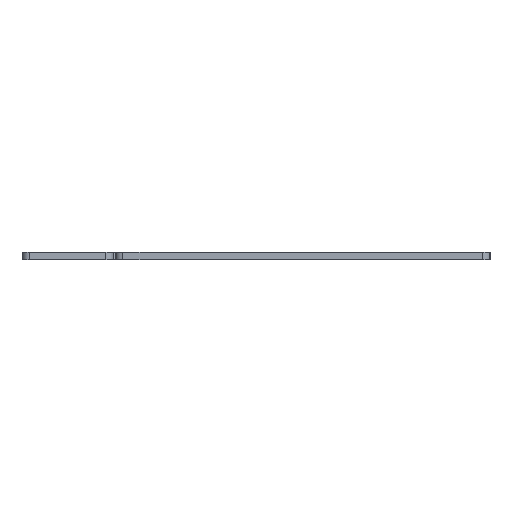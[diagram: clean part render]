
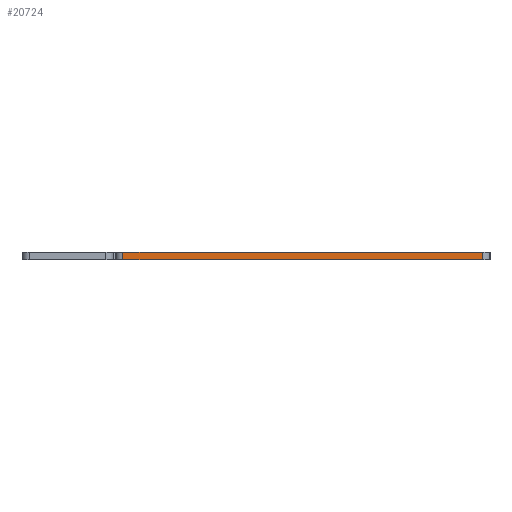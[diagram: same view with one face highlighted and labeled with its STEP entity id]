
A CAD part, left-side view. The second image highlights one B-rep face of the part: STEP entity #20724.
In plain terms, the highlighted planar face has unit normal (-1, 0, 0).
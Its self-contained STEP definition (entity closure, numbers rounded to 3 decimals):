
#84 = PLANE('',#85);
#85 = AXIS2_PLACEMENT_3D('',#86,#87,#88);
#86 = CARTESIAN_POINT('',(134.386,-81.813,1.6));
#87 = DIRECTION('',(0.,0.,1.));
#88 = DIRECTION('',(1.,0.,-0.));
#139 = PLANE('',#140);
#140 = AXIS2_PLACEMENT_3D('',#141,#142,#143);
#141 = CARTESIAN_POINT('',(134.386,-81.813,0.));
#142 = DIRECTION('',(0.,0.,1.));
#143 = DIRECTION('',(1.,0.,-0.));
#649 = VERTEX_POINT('',#650);
#650 = CARTESIAN_POINT('',(35.366,-53.465,0.));
#665 = CYLINDRICAL_SURFACE('',#666,1.5);
#666 = AXIS2_PLACEMENT_3D('',#667,#668,#669);
#667 = CARTESIAN_POINT('',(36.866,-53.465,0.));
#668 = DIRECTION('',(-0.,-0.,-1.));
#669 = DIRECTION('',(1.,0.,-0.));
#677 = EDGE_CURVE('',#678,#649,#680,.T.);
#678 = VERTEX_POINT('',#679);
#679 = CARTESIAN_POINT('',(35.366,-126.665,0.));
#680 = SURFACE_CURVE('',#681,(#685,#692),.PCURVE_S1.);
#681 = LINE('',#682,#683);
#682 = CARTESIAN_POINT('',(35.366,-126.665,0.));
#683 = VECTOR('',#684,1.);
#684 = DIRECTION('',(0.,1.,0.));
#685 = PCURVE('',#139,#686);
#686 = DEFINITIONAL_REPRESENTATION('',(#687),#691);
#687 = LINE('',#688,#689);
#688 = CARTESIAN_POINT('',(-99.02,-44.852));
#689 = VECTOR('',#690,1.);
#690 = DIRECTION('',(0.,1.));
#691 = ( GEOMETRIC_REPRESENTATION_CONTEXT(2) 
PARAMETRIC_REPRESENTATION_CONTEXT() REPRESENTATION_CONTEXT('2D SPACE',''
  ) );
#692 = PCURVE('',#693,#698);
#693 = PLANE('',#694);
#694 = AXIS2_PLACEMENT_3D('',#695,#696,#697);
#695 = CARTESIAN_POINT('',(35.366,-126.665,0.));
#696 = DIRECTION('',(-1.,0.,0.));
#697 = DIRECTION('',(0.,1.,0.));
#698 = DEFINITIONAL_REPRESENTATION('',(#699),#703);
#699 = LINE('',#700,#701);
#700 = CARTESIAN_POINT('',(0.,0.));
#701 = VECTOR('',#702,1.);
#702 = DIRECTION('',(1.,0.));
#703 = ( GEOMETRIC_REPRESENTATION_CONTEXT(2) 
PARAMETRIC_REPRESENTATION_CONTEXT() REPRESENTATION_CONTEXT('2D SPACE',''
  ) );
#722 = CYLINDRICAL_SURFACE('',#723,1.5);
#723 = AXIS2_PLACEMENT_3D('',#724,#725,#726);
#724 = CARTESIAN_POINT('',(36.866,-126.665,0.));
#725 = DIRECTION('',(-0.,-0.,-1.));
#726 = DIRECTION('',(1.,0.,-0.));
#11497 = VERTEX_POINT('',#11498);
#11498 = CARTESIAN_POINT('',(35.366,-53.465,1.6));
#11520 = EDGE_CURVE('',#11521,#11497,#11523,.T.);
#11521 = VERTEX_POINT('',#11522);
#11522 = CARTESIAN_POINT('',(35.366,-126.665,1.6));
#11523 = SURFACE_CURVE('',#11524,(#11528,#11535),.PCURVE_S1.);
#11524 = LINE('',#11525,#11526);
#11525 = CARTESIAN_POINT('',(35.366,-126.665,1.6));
#11526 = VECTOR('',#11527,1.);
#11527 = DIRECTION('',(0.,1.,0.));
#11528 = PCURVE('',#84,#11529);
#11529 = DEFINITIONAL_REPRESENTATION('',(#11530),#11534);
#11530 = LINE('',#11531,#11532);
#11531 = CARTESIAN_POINT('',(-99.02,-44.852));
#11532 = VECTOR('',#11533,1.);
#11533 = DIRECTION('',(0.,1.));
#11534 = ( GEOMETRIC_REPRESENTATION_CONTEXT(2) 
PARAMETRIC_REPRESENTATION_CONTEXT() REPRESENTATION_CONTEXT('2D SPACE',''
  ) );
#11535 = PCURVE('',#693,#11536);
#11536 = DEFINITIONAL_REPRESENTATION('',(#11537),#11541);
#11537 = LINE('',#11538,#11539);
#11538 = CARTESIAN_POINT('',(0.,-1.6));
#11539 = VECTOR('',#11540,1.);
#11540 = DIRECTION('',(1.,0.));
#11541 = ( GEOMETRIC_REPRESENTATION_CONTEXT(2) 
PARAMETRIC_REPRESENTATION_CONTEXT() REPRESENTATION_CONTEXT('2D SPACE',''
  ) );
#20701 = EDGE_CURVE('',#678,#11521,#20702,.T.);
#20702 = SURFACE_CURVE('',#20703,(#20707,#20714),.PCURVE_S1.);
#20703 = LINE('',#20704,#20705);
#20704 = CARTESIAN_POINT('',(35.366,-126.665,0.));
#20705 = VECTOR('',#20706,1.);
#20706 = DIRECTION('',(0.,0.,1.));
#20707 = PCURVE('',#722,#20708);
#20708 = DEFINITIONAL_REPRESENTATION('',(#20709),#20713);
#20709 = LINE('',#20710,#20711);
#20710 = CARTESIAN_POINT('',(-3.142,0.));
#20711 = VECTOR('',#20712,1.);
#20712 = DIRECTION('',(-0.,-1.));
#20713 = ( GEOMETRIC_REPRESENTATION_CONTEXT(2) 
PARAMETRIC_REPRESENTATION_CONTEXT() REPRESENTATION_CONTEXT('2D SPACE',''
  ) );
#20714 = PCURVE('',#693,#20715);
#20715 = DEFINITIONAL_REPRESENTATION('',(#20716),#20720);
#20716 = LINE('',#20717,#20718);
#20717 = CARTESIAN_POINT('',(0.,0.));
#20718 = VECTOR('',#20719,1.);
#20719 = DIRECTION('',(0.,-1.));
#20720 = ( GEOMETRIC_REPRESENTATION_CONTEXT(2) 
PARAMETRIC_REPRESENTATION_CONTEXT() REPRESENTATION_CONTEXT('2D SPACE',''
  ) );
#20724 = ADVANCED_FACE('',(#20725),#693,.T.);
#20725 = FACE_BOUND('',#20726,.T.);
#20726 = EDGE_LOOP('',(#20727,#20728,#20729,#20750));
#20727 = ORIENTED_EDGE('',*,*,#20701,.T.);
#20728 = ORIENTED_EDGE('',*,*,#11520,.T.);
#20729 = ORIENTED_EDGE('',*,*,#20730,.F.);
#20730 = EDGE_CURVE('',#649,#11497,#20731,.T.);
#20731 = SURFACE_CURVE('',#20732,(#20736,#20743),.PCURVE_S1.);
#20732 = LINE('',#20733,#20734);
#20733 = CARTESIAN_POINT('',(35.366,-53.465,0.));
#20734 = VECTOR('',#20735,1.);
#20735 = DIRECTION('',(0.,0.,1.));
#20736 = PCURVE('',#693,#20737);
#20737 = DEFINITIONAL_REPRESENTATION('',(#20738),#20742);
#20738 = LINE('',#20739,#20740);
#20739 = CARTESIAN_POINT('',(73.2,0.));
#20740 = VECTOR('',#20741,1.);
#20741 = DIRECTION('',(0.,-1.));
#20742 = ( GEOMETRIC_REPRESENTATION_CONTEXT(2) 
PARAMETRIC_REPRESENTATION_CONTEXT() REPRESENTATION_CONTEXT('2D SPACE',''
  ) );
#20743 = PCURVE('',#665,#20744);
#20744 = DEFINITIONAL_REPRESENTATION('',(#20745),#20749);
#20745 = LINE('',#20746,#20747);
#20746 = CARTESIAN_POINT('',(-3.142,0.));
#20747 = VECTOR('',#20748,1.);
#20748 = DIRECTION('',(-0.,-1.));
#20749 = ( GEOMETRIC_REPRESENTATION_CONTEXT(2) 
PARAMETRIC_REPRESENTATION_CONTEXT() REPRESENTATION_CONTEXT('2D SPACE',''
  ) );
#20750 = ORIENTED_EDGE('',*,*,#677,.F.);
